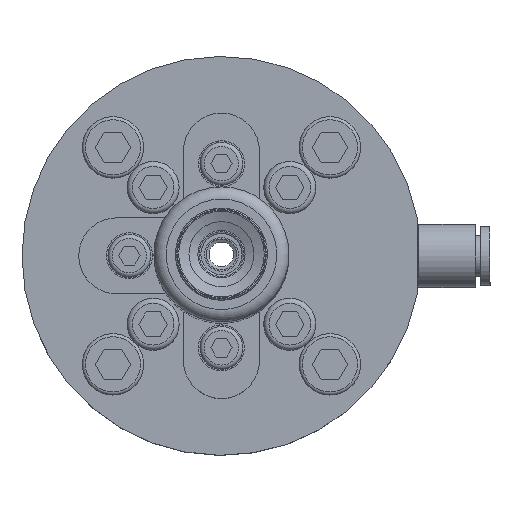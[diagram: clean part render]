
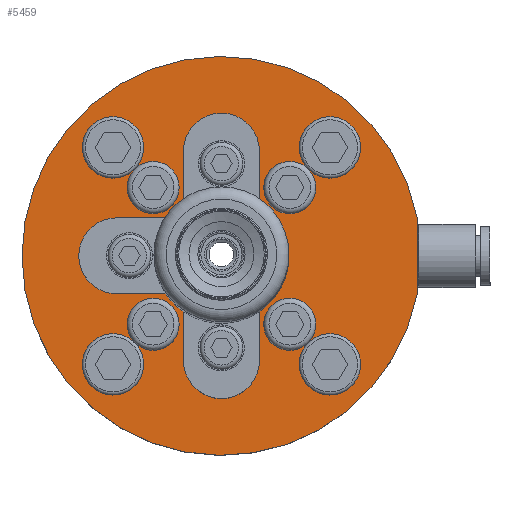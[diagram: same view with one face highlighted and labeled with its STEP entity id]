
A CAD part, top view. The second image highlights one B-rep face of the part: STEP entity #5459.
In plain terms, the highlighted planar face has unit normal (0, 0, 1).
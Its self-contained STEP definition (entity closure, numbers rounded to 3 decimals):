
#397=FACE_BOUND('',#1221,.T.);
#398=FACE_BOUND('',#1222,.T.);
#399=FACE_BOUND('',#1223,.T.);
#400=FACE_BOUND('',#1224,.T.);
#401=FACE_BOUND('',#1225,.T.);
#402=FACE_BOUND('',#1226,.T.);
#403=FACE_BOUND('',#1227,.T.);
#404=FACE_BOUND('',#1228,.T.);
#405=FACE_BOUND('',#1229,.T.);
#406=FACE_BOUND('',#1230,.T.);
#407=FACE_BOUND('',#1231,.T.);
#408=FACE_BOUND('',#1232,.T.);
#516=PLANE('',#6274);
#809=FACE_OUTER_BOUND('',#1220,.T.);
#1220=EDGE_LOOP('',(#4714,#4715));
#1221=EDGE_LOOP('',(#4716));
#1222=EDGE_LOOP('',(#4717));
#1223=EDGE_LOOP('',(#4718));
#1224=EDGE_LOOP('',(#4719));
#1225=EDGE_LOOP('',(#4720));
#1226=EDGE_LOOP('',(#4721));
#1227=EDGE_LOOP('',(#4722));
#1228=EDGE_LOOP('',(#4723));
#1229=EDGE_LOOP('',(#4724));
#1230=EDGE_LOOP('',(#4725));
#1231=EDGE_LOOP('',(#4726));
#1232=EDGE_LOOP('',(#4727));
#1597=CIRCLE('',#6224,2.55);
#1599=CIRCLE('',#6227,3.05);
#1601=CIRCLE('',#6230,3.05);
#1603=CIRCLE('',#6233,2.55);
#1605=CIRCLE('',#6236,2.55);
#1607=CIRCLE('',#6239,2.05);
#1609=CIRCLE('',#6242,2.55);
#1611=CIRCLE('',#6245,2.05);
#1613=CIRCLE('',#6248,2.05);
#1615=CIRCLE('',#6251,3.05);
#1617=CIRCLE('',#6254,3.05);
#1627=CIRCLE('',#6271,9.);
#1628=CIRCLE('',#6273,32.5);
#1906=LINE('',#11042,#2229);
#2229=VECTOR('',#7764,10.);
#2658=VERTEX_POINT('',#10943);
#2660=VERTEX_POINT('',#10949);
#2662=VERTEX_POINT('',#10955);
#2664=VERTEX_POINT('',#10961);
#2666=VERTEX_POINT('',#10967);
#2668=VERTEX_POINT('',#10973);
#2670=VERTEX_POINT('',#10979);
#2672=VERTEX_POINT('',#10985);
#2674=VERTEX_POINT('',#10991);
#2676=VERTEX_POINT('',#10997);
#2678=VERTEX_POINT('',#11003);
#2690=VERTEX_POINT('',#11039);
#2691=VERTEX_POINT('',#11041);
#2693=VERTEX_POINT('',#11050);
#3335=EDGE_CURVE('',#2658,#2658,#1597,.T.);
#3338=EDGE_CURVE('',#2660,#2660,#1599,.T.);
#3341=EDGE_CURVE('',#2662,#2662,#1601,.T.);
#3344=EDGE_CURVE('',#2664,#2664,#1603,.T.);
#3347=EDGE_CURVE('',#2666,#2666,#1605,.T.);
#3350=EDGE_CURVE('',#2668,#2668,#1607,.T.);
#3353=EDGE_CURVE('',#2670,#2670,#1609,.T.);
#3356=EDGE_CURVE('',#2672,#2672,#1611,.T.);
#3359=EDGE_CURVE('',#2674,#2674,#1613,.T.);
#3362=EDGE_CURVE('',#2676,#2676,#1615,.T.);
#3365=EDGE_CURVE('',#2678,#2678,#1617,.T.);
#3385=EDGE_CURVE('',#2690,#2691,#1906,.T.);
#3391=EDGE_CURVE('',#2693,#2693,#1627,.T.);
#3392=EDGE_CURVE('',#2690,#2691,#1628,.T.);
#4714=ORIENTED_EDGE('',*,*,#3392,.T.);
#4715=ORIENTED_EDGE('',*,*,#3385,.F.);
#4716=ORIENTED_EDGE('',*,*,#3356,.T.);
#4717=ORIENTED_EDGE('',*,*,#3359,.T.);
#4718=ORIENTED_EDGE('',*,*,#3350,.T.);
#4719=ORIENTED_EDGE('',*,*,#3344,.T.);
#4720=ORIENTED_EDGE('',*,*,#3362,.T.);
#4721=ORIENTED_EDGE('',*,*,#3341,.T.);
#4722=ORIENTED_EDGE('',*,*,#3347,.T.);
#4723=ORIENTED_EDGE('',*,*,#3335,.T.);
#4724=ORIENTED_EDGE('',*,*,#3365,.T.);
#4725=ORIENTED_EDGE('',*,*,#3338,.T.);
#4726=ORIENTED_EDGE('',*,*,#3353,.T.);
#4727=ORIENTED_EDGE('',*,*,#3391,.T.);
#5459=ADVANCED_FACE('',(#809,#397,#398,#399,#400,#401,#402,#403,#404,#405,
#406,#407,#408),#516,.T.);
#6224=AXIS2_PLACEMENT_3D('',#10944,#7656,#7657);
#6227=AXIS2_PLACEMENT_3D('',#10950,#7663,#7664);
#6230=AXIS2_PLACEMENT_3D('',#10956,#7670,#7671);
#6233=AXIS2_PLACEMENT_3D('',#10962,#7677,#7678);
#6236=AXIS2_PLACEMENT_3D('',#10968,#7684,#7685);
#6239=AXIS2_PLACEMENT_3D('',#10974,#7691,#7692);
#6242=AXIS2_PLACEMENT_3D('',#10980,#7698,#7699);
#6245=AXIS2_PLACEMENT_3D('',#10986,#7705,#7706);
#6248=AXIS2_PLACEMENT_3D('',#10992,#7712,#7713);
#6251=AXIS2_PLACEMENT_3D('',#10998,#7719,#7720);
#6254=AXIS2_PLACEMENT_3D('',#11004,#7726,#7727);
#6271=AXIS2_PLACEMENT_3D('',#11052,#7776,#7777);
#6273=AXIS2_PLACEMENT_3D('',#11054,#7780,#7781);
#6274=AXIS2_PLACEMENT_3D('',#11055,#7782,#7783);
#7656=DIRECTION('center_axis',(0.,0.,-1.));
#7657=DIRECTION('ref_axis',(-0.707,-0.707,0.));
#7663=DIRECTION('center_axis',(0.,0.,-1.));
#7664=DIRECTION('ref_axis',(-0.707,-0.707,0.));
#7670=DIRECTION('center_axis',(0.,0.,-1.));
#7671=DIRECTION('ref_axis',(-0.707,-0.707,0.));
#7677=DIRECTION('center_axis',(0.,0.,-1.));
#7678=DIRECTION('ref_axis',(-0.707,-0.707,0.));
#7684=DIRECTION('center_axis',(0.,0.,-1.));
#7685=DIRECTION('ref_axis',(-0.707,-0.707,0.));
#7691=DIRECTION('center_axis',(0.,0.,-1.));
#7692=DIRECTION('ref_axis',(-1.,0.,0.));
#7698=DIRECTION('center_axis',(0.,0.,-1.));
#7699=DIRECTION('ref_axis',(-0.707,-0.707,0.));
#7705=DIRECTION('center_axis',(0.,0.,-1.));
#7706=DIRECTION('ref_axis',(-1.,0.,0.));
#7712=DIRECTION('center_axis',(0.,0.,-1.));
#7713=DIRECTION('ref_axis',(-1.,0.,0.));
#7719=DIRECTION('center_axis',(0.,0.,-1.));
#7720=DIRECTION('ref_axis',(-0.707,-0.707,0.));
#7726=DIRECTION('center_axis',(0.,0.,-1.));
#7727=DIRECTION('ref_axis',(-0.707,-0.707,0.));
#7764=DIRECTION('',(0.,-1.,0.));
#7776=DIRECTION('center_axis',(0.,0.,-1.));
#7777=DIRECTION('ref_axis',(-1.,0.,0.));
#7780=DIRECTION('center_axis',(0.,0.,1.));
#7781=DIRECTION('ref_axis',(1.,0.,0.));
#7782=DIRECTION('center_axis',(0.,0.,1.));
#7783=DIRECTION('ref_axis',(1.,0.,0.));
#10943=CARTESIAN_POINT('',(9.334,-9.334,15.));
#10944=CARTESIAN_POINT('Origin',(11.137,-11.137,15.));
#10949=CARTESIAN_POINT('',(-19.834,-15.521,15.));
#10950=CARTESIAN_POINT('Origin',(-17.678,-17.678,15.));
#10955=CARTESIAN_POINT('',(-19.834,19.834,15.));
#10956=CARTESIAN_POINT('Origin',(-17.678,17.678,15.));
#10961=CARTESIAN_POINT('',(9.334,12.94,15.));
#10962=CARTESIAN_POINT('Origin',(11.137,11.137,15.));
#10967=CARTESIAN_POINT('',(-12.94,12.94,15.));
#10968=CARTESIAN_POINT('Origin',(-11.137,11.137,15.));
#10973=CARTESIAN_POINT('',(-1.45,16.45,15.));
#10974=CARTESIAN_POINT('Origin',(0.,15.,15.));
#10979=CARTESIAN_POINT('',(-12.94,-9.334,15.));
#10980=CARTESIAN_POINT('Origin',(-11.137,-11.137,15.));
#10985=CARTESIAN_POINT('',(-1.45,-13.55,15.));
#10986=CARTESIAN_POINT('Origin',(0.,-15.,15.));
#10991=CARTESIAN_POINT('',(-16.45,1.45,15.));
#10992=CARTESIAN_POINT('Origin',(-15.,0.,15.));
#10997=CARTESIAN_POINT('',(15.521,19.834,15.));
#10998=CARTESIAN_POINT('Origin',(17.678,17.678,15.));
#11003=CARTESIAN_POINT('',(15.521,-15.521,15.));
#11004=CARTESIAN_POINT('Origin',(17.678,-17.678,15.));
#11039=CARTESIAN_POINT('',(31.884,6.3,15.));
#11041=CARTESIAN_POINT('',(31.884,-6.3,15.));
#11042=CARTESIAN_POINT('',(31.884,6.3,15.));
#11050=CARTESIAN_POINT('',(9.,0.,15.));
#11052=CARTESIAN_POINT('Origin',(0.,0.,15.));
#11054=CARTESIAN_POINT('Origin',(0.,0.,15.));
#11055=CARTESIAN_POINT('Origin',(0.,0.,15.));
